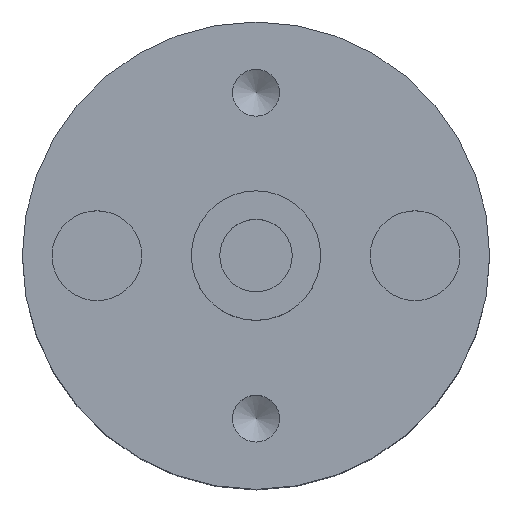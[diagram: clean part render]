
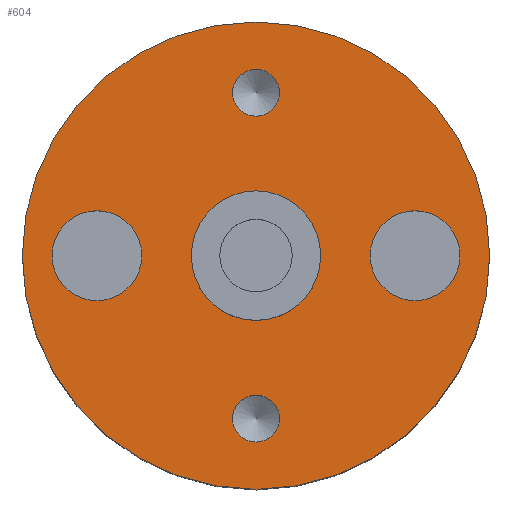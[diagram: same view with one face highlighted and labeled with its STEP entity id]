
A CAD part, top view. The second image highlights one B-rep face of the part: STEP entity #604.
In plain terms, the highlighted planar face has unit normal (0, 0, 1).
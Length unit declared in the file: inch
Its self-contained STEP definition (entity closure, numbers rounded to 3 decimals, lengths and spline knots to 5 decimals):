
#119=PLANE($,#677);
#146=FACE_BOUND($,#239,.T.);
#147=FACE_BOUND($,#240,.T.);
#148=FACE_BOUND($,#241,.T.);
#149=FACE_BOUND($,#242,.T.);
#150=FACE_BOUND($,#243,.T.);
#151=FACE_BOUND($,#244,.T.);
#239=EDGE_LOOP($,(#541));
#240=EDGE_LOOP($,(#542));
#241=EDGE_LOOP($,(#543));
#242=EDGE_LOOP($,(#544));
#243=EDGE_LOOP($,(#545));
#244=EDGE_LOOP($,(#546));
#251=CIRCLE($,#613,0.093);
#253=CIRCLE($,#617,0.093);
#273=CIRCLE($,#665,0.0485);
#275=CIRCLE($,#669,0.0485);
#279=CIRCLE($,#675,0.134);
#280=CIRCLE($,#678,0.484);
#283=VERTEX_POINT($,#873);
#285=VERTEX_POINT($,#879);
#327=VERTEX_POINT($,#1009);
#329=VERTEX_POINT($,#1015);
#333=VERTEX_POINT($,#1025);
#334=VERTEX_POINT($,#1029);
#337=EDGE_CURVE($,#283,#283,#251,.T.);
#339=EDGE_CURVE($,#285,#285,#253,.T.);
#399=EDGE_CURVE($,#327,#327,#273,.T.);
#401=EDGE_CURVE($,#329,#329,#275,.T.);
#405=EDGE_CURVE($,#333,#333,#279,.T.);
#406=EDGE_CURVE($,#334,#334,#280,.T.);
#541=ORIENTED_EDGE($,*,*,#337,.T.);
#542=ORIENTED_EDGE($,*,*,#339,.T.);
#543=ORIENTED_EDGE($,*,*,#399,.T.);
#544=ORIENTED_EDGE($,*,*,#401,.T.);
#545=ORIENTED_EDGE($,*,*,#406,.T.);
#546=ORIENTED_EDGE($,*,*,#405,.T.);
#604=ADVANCED_FACE($,(#146,#147,#148,#149,#150,#151),#119,.T.);
#613=AXIS2_PLACEMENT_3D($,#874,#689,#690);
#617=AXIS2_PLACEMENT_3D($,#880,#697,#698);
#665=AXIS2_PLACEMENT_3D($,#1010,#833,#834);
#669=AXIS2_PLACEMENT_3D($,#1016,#841,#842);
#675=AXIS2_PLACEMENT_3D($,#1026,#853,#854);
#677=AXIS2_PLACEMENT_3D($,#1028,#857,#858);
#678=AXIS2_PLACEMENT_3D($,#1030,#859,#860);
#689=DIRECTION('center_axis',(0.,0.,-1.));
#690=DIRECTION('ref_axis',(-1.,0.,0.));
#697=DIRECTION('center_axis',(0.,0.,-1.));
#698=DIRECTION('ref_axis',(-1.,0.,0.));
#833=DIRECTION('center_axis',(0.,0.,-1.));
#834=DIRECTION('ref_axis',(1.,0.,0.));
#841=DIRECTION('center_axis',(0.,0.,-1.));
#842=DIRECTION('ref_axis',(1.,0.,0.));
#853=DIRECTION('center_axis',(0.,0.,-1.));
#854=DIRECTION('ref_axis',(-1.,0.,0.));
#857=DIRECTION('center_axis',(0.,0.,1.));
#858=DIRECTION('ref_axis',(1.,0.,0.));
#859=DIRECTION('center_axis',(0.,0.,1.));
#860=DIRECTION('ref_axis',(-1.,0.,0.));
#873=CARTESIAN_POINT('',(-0.2365,0.,0.74));
#874=CARTESIAN_POINT('Origin',(-0.3295,0.,0.74));
#879=CARTESIAN_POINT('',(0.4225,0.,0.74));
#880=CARTESIAN_POINT('Origin',(0.3295,0.,0.74));
#1009=CARTESIAN_POINT('',(0.0485,0.3375,0.74));
#1010=CARTESIAN_POINT('Origin',(0.,0.3375,0.74));
#1015=CARTESIAN_POINT('',(0.0485,-0.3375,0.74));
#1016=CARTESIAN_POINT('Origin',(0.,-0.3375,0.74));
#1025=CARTESIAN_POINT('',(0.134,0.,0.74));
#1026=CARTESIAN_POINT('Origin',(0.,0.,0.74));
#1028=CARTESIAN_POINT('Origin',(0.,0.,
0.74));
#1029=CARTESIAN_POINT('',(0.484,0.,0.74));
#1030=CARTESIAN_POINT('Origin',(0.,0.,0.74));
